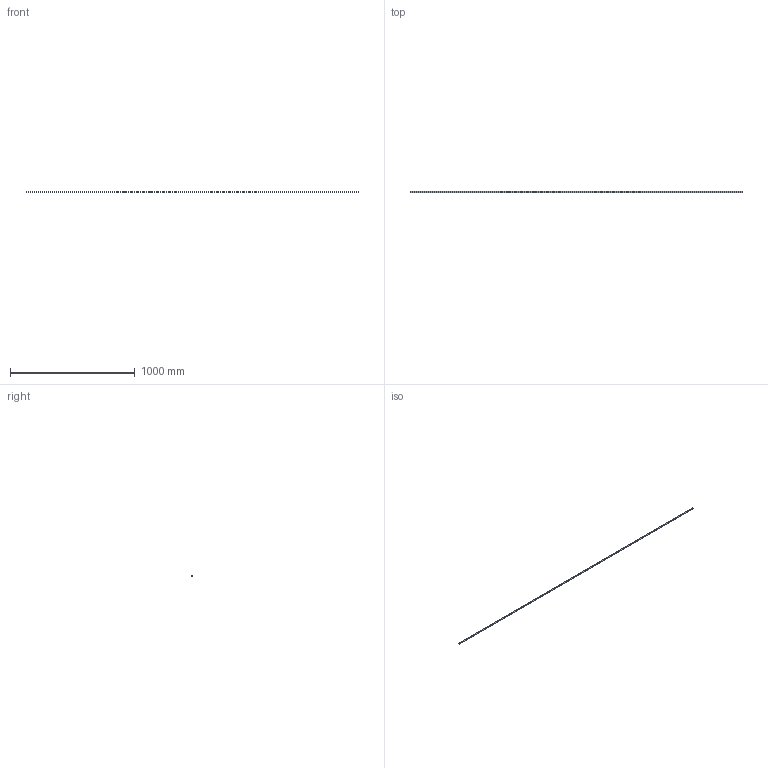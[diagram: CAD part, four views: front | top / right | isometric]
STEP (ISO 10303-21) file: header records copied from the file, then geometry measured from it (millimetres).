
FILE_DESCRIPTION((''),'2;1');
FILE_NAME('1368824-01-Z01','2023-08-09T15:32:52',('a75642'),(''),'CREO PARAMETRIC BY PTC INC, 2022162','CREO PARAMETRIC BY PTC INC, 2022162','');
FILE_SCHEMA(('AUTOMOTIVE_DESIGN { 1 0 10303 214 1 1 1 1 }'));
Length unit declared in the file: millimetre
Products named in the file (1): 1368824-01-Z01
Bounding box: 2660 x 10 x 2.54 mm (x, y, z)
Volume: 65861.6 mm3; surface area: 66762.3 mm2
Topology: 1 solids, 1 shells, 10 faces, 1089 edges, 1084 vertices
Faces by surface type: plane 10
Entity records: 10317 total; most frequent: CARTESIAN_POINT 1118, DIRECTION 1111, PRESENTATION_STYLE_ASSIGNMENT 1090, STYLED_ITEM 1090, VECTOR 1089, LINE 1089, CURVE_STYLE 1089, TRIMMED_CURVE 1065
